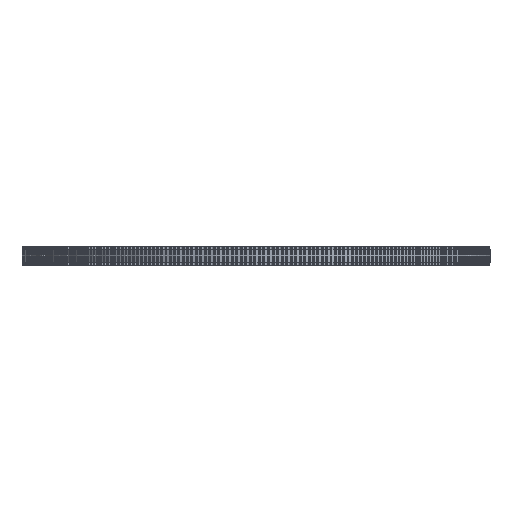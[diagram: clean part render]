
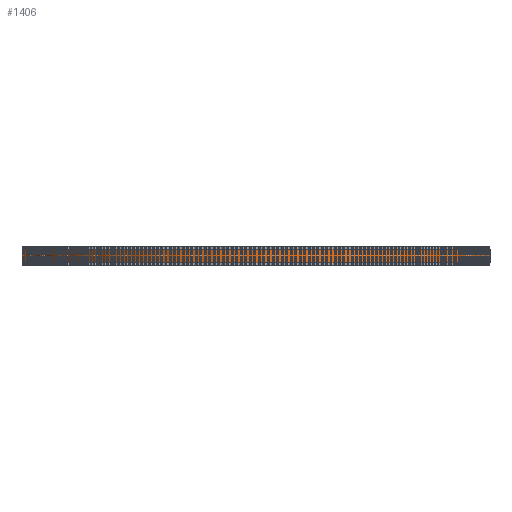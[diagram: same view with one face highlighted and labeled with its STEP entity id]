
A CAD part, left-side view. The second image highlights one B-rep face of the part: STEP entity #1406.
In plain terms, the highlighted cylindrical face has radius 102.177 mm (diameter 204.355 mm), a full revolution.
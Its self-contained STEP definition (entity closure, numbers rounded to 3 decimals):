
#97=FACE_BOUND('',#5264,.T.);
#98=FACE_BOUND('',#5265,.T.);
#1406=ADVANCED_FACE('',(#97,#98),#2691,.T.);
#2691=CYLINDRICAL_SURFACE('',#28391,102.177);
#5264=EDGE_LOOP('',(#15538));
#5265=EDGE_LOOP('',(#15539));
#15538=ORIENTED_EDGE('',*,*,#21962,.T.);
#15539=ORIENTED_EDGE('',*,*,#21963,.T.);
#18108=VERTEX_POINT('',#45100);
#18109=VERTEX_POINT('',#45102);
#21962=EDGE_CURVE('',#18108,#18108,#24532,.T.);
#21963=EDGE_CURVE('',#18109,#18109,#24533,.T.);
#24532=CIRCLE('',#28389,102.177);
#24533=CIRCLE('',#28390,102.177);
#28389=AXIS2_PLACEMENT_3D('',#45099,#37386,#37387);
#28390=AXIS2_PLACEMENT_3D('',#45101,#37388,#37389);
#28391=AXIS2_PLACEMENT_3D('',#45103,#37390,#37391);
#37386=DIRECTION('',(0.,0.,1.));
#37387=DIRECTION('',(1.,0.,0.));
#37388=DIRECTION('',(0.,0.,-1.));
#37389=DIRECTION('',(1.,0.,0.));
#37390=DIRECTION('',(0.,0.,1.));
#37391=DIRECTION('',(1.,0.,0.));
#45099=CARTESIAN_POINT('',(0.,0.,1.));
#45100=CARTESIAN_POINT('',(102.177,0.,1.));
#45101=CARTESIAN_POINT('',(0.,0.,7.));
#45102=CARTESIAN_POINT('',(102.177,0.,7.));
#45103=CARTESIAN_POINT('',(0.,0.,1.));
